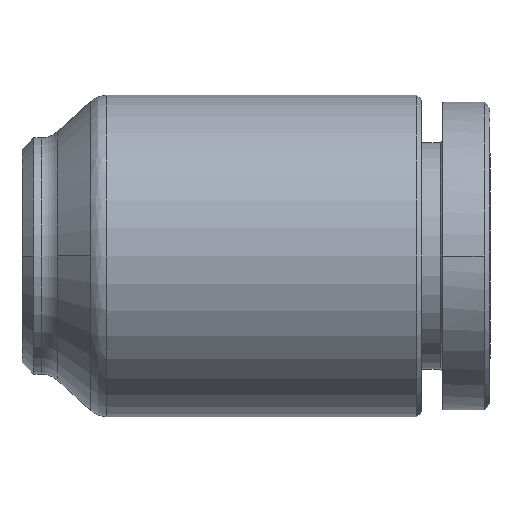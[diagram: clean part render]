
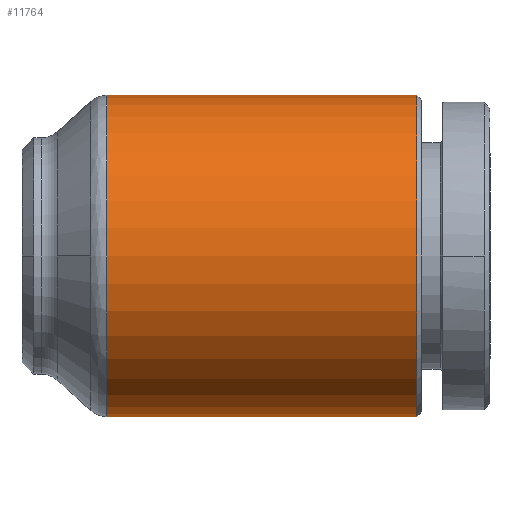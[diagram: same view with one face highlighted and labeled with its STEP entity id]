
A CAD part, front view. The second image highlights one B-rep face of the part: STEP entity #11764.
In plain terms, the highlighted cylindrical face has radius 6.8 mm (diameter 13.6 mm), a partial arc.
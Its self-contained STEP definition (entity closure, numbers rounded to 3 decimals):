
#485 = VERTEX_POINT ( 'NONE', #13531 ) ;
#823 = AXIS2_PLACEMENT_3D ( 'NONE', #1639, #9163, #8002 ) ;
#1077 = ORIENTED_EDGE ( 'NONE', *, *, #10088, .T. ) ;
#1125 = LINE ( 'NONE', #12512, #12343 ) ;
#1639 = CARTESIAN_POINT ( 'NONE',  ( -0.089, 0., 0. ) ) ;
#2076 = CIRCLE ( 'NONE', #7205, 6.8 ) ;
#3119 = FACE_OUTER_BOUND ( 'NONE', #12526, .T. ) ;
#3768 = ORIENTED_EDGE ( 'NONE', *, *, #10420, .T. ) ;
#3795 = CYLINDRICAL_SURFACE ( 'NONE', #8290, 6.8 ) ;
#3979 = DIRECTION ( 'NONE',  ( 0., 0., -1. ) ) ;
#4535 = CARTESIAN_POINT ( 'NONE',  ( 5.528, 0., 6.8 ) ) ;
#5576 = VERTEX_POINT ( 'NONE', #12239 ) ;
#6374 = DIRECTION ( 'NONE',  ( 1., 0., 0. ) ) ;
#7205 = AXIS2_PLACEMENT_3D ( 'NONE', #8617, #9691, #12963 ) ;
#8002 = DIRECTION ( 'NONE',  ( 0., 0., -1. ) ) ;
#8290 = AXIS2_PLACEMENT_3D ( 'NONE', #10396, #8524, #3979 ) ;
#8305 = VERTEX_POINT ( 'NONE', #9950 ) ;
#8524 = DIRECTION ( 'NONE',  ( 1., 0., 0. ) ) ;
#8617 = CARTESIAN_POINT ( 'NONE',  ( 13.028, 0., 0. ) ) ;
#8705 = CIRCLE ( 'NONE', #823, 6.8 ) ;
#8923 = VERTEX_POINT ( 'NONE', #11263 ) ;
#9138 = ORIENTED_EDGE ( 'NONE', *, *, #12947, .T. ) ;
#9163 = DIRECTION ( 'NONE',  ( 1., 0., 0. ) ) ;
#9691 = DIRECTION ( 'NONE',  ( -1., 0., 0. ) ) ;
#9821 = LINE ( 'NONE', #4535, #11480 ) ;
#9950 = CARTESIAN_POINT ( 'NONE',  ( 13.028, 0., 6.8 ) ) ;
#10088 = EDGE_CURVE ( 'NONE', #485, #8923, #1125, .T. ) ;
#10346 = DIRECTION ( 'NONE',  ( 1., 0., 0. ) ) ;
#10396 = CARTESIAN_POINT ( 'NONE',  ( 5.528, 0., 0. ) ) ;
#10420 = EDGE_CURVE ( 'NONE', #5576, #485, #8705, .T. ) ;
#10571 = ORIENTED_EDGE ( 'NONE', *, *, #11892, .F. ) ;
#11263 = CARTESIAN_POINT ( 'NONE',  ( 13.028, 0., -6.8 ) ) ;
#11480 = VECTOR ( 'NONE', #6374, 1000. ) ;
#11764 = ADVANCED_FACE ( 'NONE', ( #3119 ), #3795, .T. ) ;
#11892 = EDGE_CURVE ( 'NONE', #5576, #8305, #9821, .T. ) ;
#12239 = CARTESIAN_POINT ( 'NONE',  ( -0.089, 0., 6.8 ) ) ;
#12343 = VECTOR ( 'NONE', #10346, 1000. ) ;
#12512 = CARTESIAN_POINT ( 'NONE',  ( 5.528, 0., -6.8 ) ) ;
#12526 = EDGE_LOOP ( 'NONE', ( #10571, #3768, #1077, #9138 ) ) ;
#12947 = EDGE_CURVE ( 'NONE', #8923, #8305, #2076, .T. ) ;
#12963 = DIRECTION ( 'NONE',  ( 0., 0., -1. ) ) ;
#13531 = CARTESIAN_POINT ( 'NONE',  ( -0.089, 0., -6.8 ) ) ;
